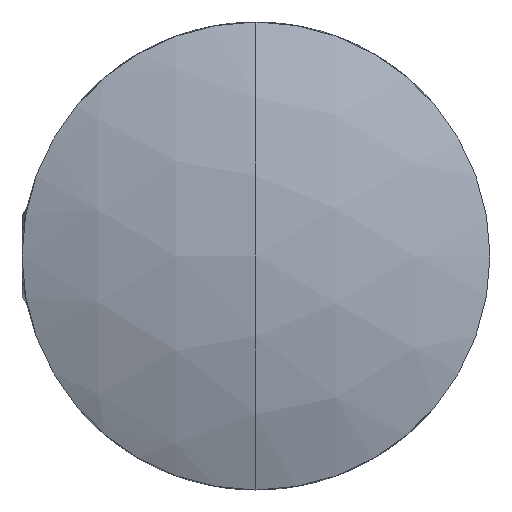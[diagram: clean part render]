
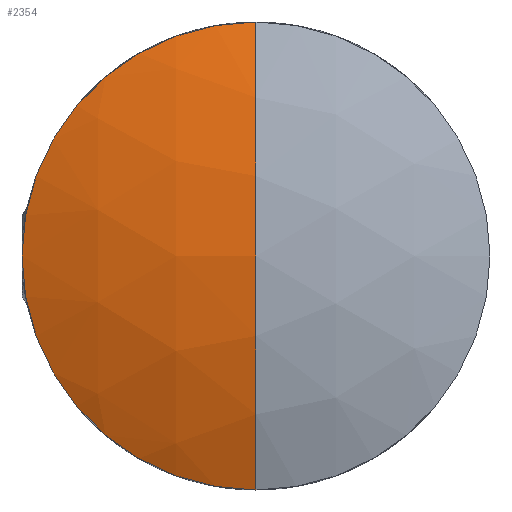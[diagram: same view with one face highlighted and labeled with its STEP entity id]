
A CAD part, front view. The second image highlights one B-rep face of the part: STEP entity #2354.
In plain terms, the highlighted spherical face has radius 28 mm.
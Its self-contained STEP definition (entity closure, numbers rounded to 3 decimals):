
#57 = CARTESIAN_POINT ( 'NONE',  ( 11., 26.749, 0. ) ) ;
#114 = VERTEX_POINT ( 'NONE', #3388 ) ;
#128 = VERTEX_POINT ( 'NONE', #743 ) ;
#138 = ORIENTED_EDGE ( 'NONE', *, *, #1184, .T. ) ;
#169 = EDGE_LOOP ( 'NONE', ( #2985, #138, #1272, #1480 ) ) ;
#203 = SPHERICAL_SURFACE ( 'NONE', #268, 28. ) ;
#268 = AXIS2_PLACEMENT_3D ( 'NONE', #775, #1531, #2816 ) ;
#675 = FACE_OUTER_BOUND ( 'NONE', #169, .T. ) ;
#743 = CARTESIAN_POINT ( 'NONE',  ( -11., 26.749, 0. ) ) ;
#775 = CARTESIAN_POINT ( 'NONE',  ( 0., 1., 0. ) ) ;
#821 = CIRCLE ( 'NONE', #2972, 11. ) ;
#872 = VERTEX_POINT ( 'NONE', #57 ) ;
#1013 = CARTESIAN_POINT ( 'NONE',  ( 0., 1., 0. ) ) ;
#1121 = AXIS2_PLACEMENT_3D ( 'NONE', #2994, #2954, #2150 ) ;
#1184 = EDGE_CURVE ( 'NONE', #2349, #128, #1794, .T. ) ;
#1272 = ORIENTED_EDGE ( 'NONE', *, *, #1678, .F. ) ;
#1457 = AXIS2_PLACEMENT_3D ( 'NONE', #2188, #2975, #1932 ) ;
#1480 = ORIENTED_EDGE ( 'NONE', *, *, #3085, .F. ) ;
#1531 = DIRECTION ( 'NONE',  ( 0., 0., 1. ) ) ;
#1562 = CIRCLE ( 'NONE', #1457, 28. ) ;
#1678 = EDGE_CURVE ( 'NONE', #114, #128, #2939, .T. ) ;
#1689 = EDGE_CURVE ( 'NONE', #2349, #872, #1562, .T. ) ;
#1794 = CIRCLE ( 'NONE', #2949, 28. ) ;
#1932 = DIRECTION ( 'NONE',  ( -1., 0., 0. ) ) ;
#2150 = DIRECTION ( 'NONE',  ( 0., 0., -1. ) ) ;
#2188 = CARTESIAN_POINT ( 'NONE',  ( 0., 1., 0. ) ) ;
#2235 = DIRECTION ( 'NONE',  ( 0., 0., -1. ) ) ;
#2349 = VERTEX_POINT ( 'NONE', #3048 ) ;
#2354 = ADVANCED_FACE ( 'NONE', ( #675 ), #203, .T. ) ;
#2816 = DIRECTION ( 'NONE',  ( 1., 0., 0. ) ) ;
#2861 = DIRECTION ( 'NONE',  ( 1., 0., 0. ) ) ;
#2939 = CIRCLE ( 'NONE', #1121, 11. ) ;
#2949 = AXIS2_PLACEMENT_3D ( 'NONE', #1013, #3181, #2861 ) ;
#2954 = DIRECTION ( 'NONE',  ( 0., -1., 0. ) ) ;
#2972 = AXIS2_PLACEMENT_3D ( 'NONE', #3084, #3372, #2235 ) ;
#2975 = DIRECTION ( 'NONE',  ( 0., 0., -1. ) ) ;
#2985 = ORIENTED_EDGE ( 'NONE', *, *, #1689, .F. ) ;
#2994 = CARTESIAN_POINT ( 'NONE',  ( 0., 26.749, 0. ) ) ;
#3048 = CARTESIAN_POINT ( 'NONE',  ( 0., 29., 0. ) ) ;
#3084 = CARTESIAN_POINT ( 'NONE',  ( 0., 26.749, 0. ) ) ;
#3085 = EDGE_CURVE ( 'NONE', #872, #114, #821, .T. ) ;
#3181 = DIRECTION ( 'NONE',  ( 0., 0., 1. ) ) ;
#3372 = DIRECTION ( 'NONE',  ( 0., -1., 0. ) ) ;
#3388 = CARTESIAN_POINT ( 'NONE',  ( 0., 26.749, 11. ) ) ;
